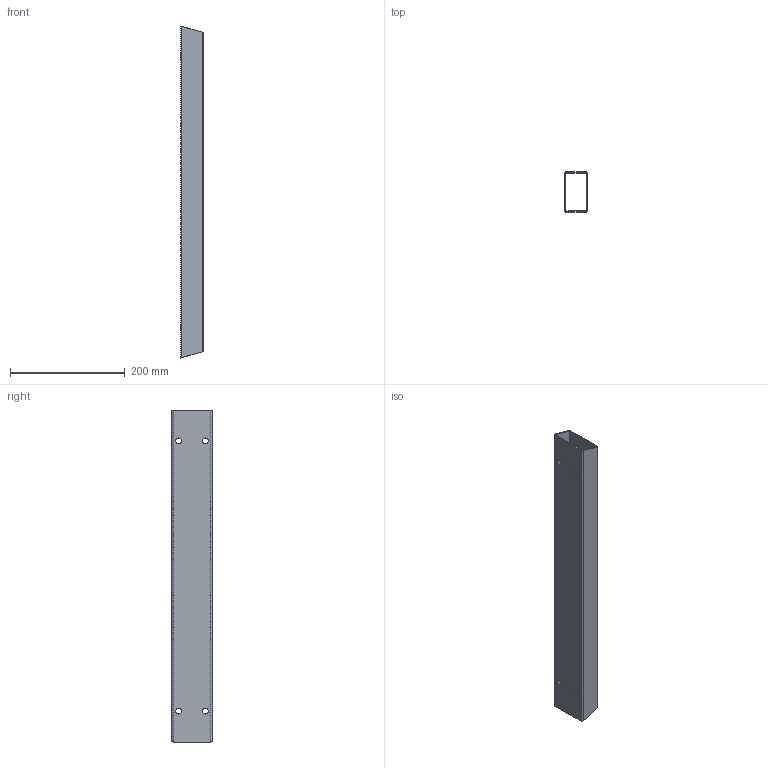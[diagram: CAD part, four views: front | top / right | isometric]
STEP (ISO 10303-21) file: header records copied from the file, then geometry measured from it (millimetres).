
FILE_DESCRIPTION(/* description */ (''),/* implementation_level */ '2;1');
FILE_NAME(/* name */ 'TELAIO_CENTRALE_TRAV_ANT_15.stp',/* time_stamp */ '2016-06-02T11:14:39+02:00',/* author */ (''),/* organization */ (''),/* preprocessor_version */ 'ST-DEVELOPER v16.5',/* originating_system */ 'Autodesk Translation Framework v5.0.0.3310',/* authorisation */ '');
FILE_SCHEMA (('AUTOMOTIVE_DESIGN { 1 0 10303 214 3 1 1 }'));
Length unit declared in the file: centimetre
Products named in the file (1): TELAIO_CENTRALE_TRAV_ANT_15
Bounding box: 40 x 70 x 579.86 mm (x, y, z)
Volume: 236694.9 mm3; surface area: 238229.1 mm2
Topology: 1 solids, 1 shells, 25 faces, 69 edges, 46 vertices
Faces by surface type: cylinder 15, plane 10
Full cylindrical faces by diameter (mm): 10.2 x8
Entity records: 833 total; most frequent: DIRECTION 143, CARTESIAN_POINT 133, ORIENTED_EDGE 122, EDGE_CURVE 61, AXIS2_PLACEMENT_3D 56, EDGE_LOOP 51, VERTEX_POINT 46, LINE 31
